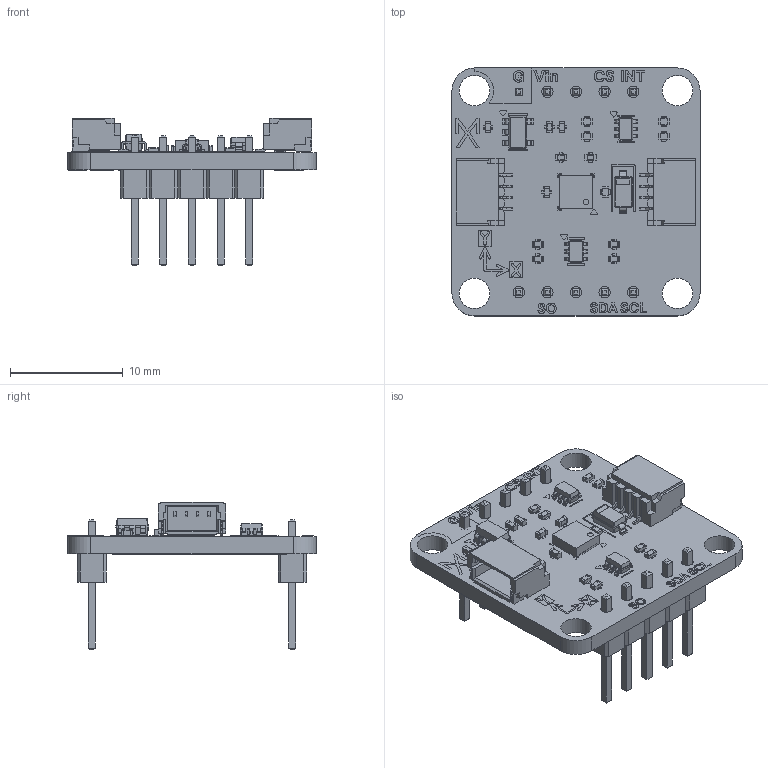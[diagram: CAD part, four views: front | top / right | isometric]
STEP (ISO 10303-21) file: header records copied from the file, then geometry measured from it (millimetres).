
FILE_DESCRIPTION(('KiCad electronic assembly'),'2;1');
FILE_NAME('AX22-0052.step','2025-12-04T21:31:51',('Pcbnew'),('Kicad'), 'Open CASCADE STEP processor 7.8','KiCad to STEP converter','Unknown' );
FILE_SCHEMA(('AUTOMOTIVE_DESIGN { 1 0 10303 214 1 1 1 1 }'));
Length unit declared in the file: millimetre
Products named in the file (11): AX22-0052 1; C_0402_1005Metric; SOT-363_SC-70-6; R_0402_1005Metric; PinHeader_1x05_P2.54mm_Vertical; SM04B-SRSS-TB(LF)(SN)--3DModel-STEP-269445; QFN-24_3x3mm_P0.4mm; SOT-23-5; D_SOD-123; AX22_Accelerometer-ICM20948_silkscreen; AX22_Accelerometer-ICM20948_PCB
Assembly tree (26 placements, depth 2):
  AX22-0052 1
    C_0402_1005Metric  x6
    SOT-363_SC-70-6  x2
    R_0402_1005Metric  x9
    PinHeader_1x05_P2.54mm_Vertical  x2
    SM04B-SRSS-TB(LF)(SN)--3DModel-STEP-269445  x2
    QFN-24_3x3mm_P0.4mm
    SOT-23-5
    D_SOD-123
    AX22_Accelerometer-ICM20948_silkscreen
    AX22_Accelerometer-ICM20948_PCB
Bounding box: 22 x 22 x 13.11 mm (x, y, z)
Volume: 984.8 mm3; surface area: 2237.1 mm2
Topology: 37 solids, 204 shells, 1863 faces, 8182 edges, 6588 vertices
Faces by surface type: plane 1405, cylinder 343, bspline 115
Full cylindrical faces by diameter (mm): 0.5 x1, 1 x10, 2.7 x4
Entity records: 64883 total; most frequent: CARTESIAN_POINT 12686, DIRECTION 8998, ORIENTED_EDGE 8364, EDGE_CURVE 6050, VERTEX_POINT 5214, LINE 4882, VECTOR 4882, AXIS2_PLACEMENT_3D 2058
